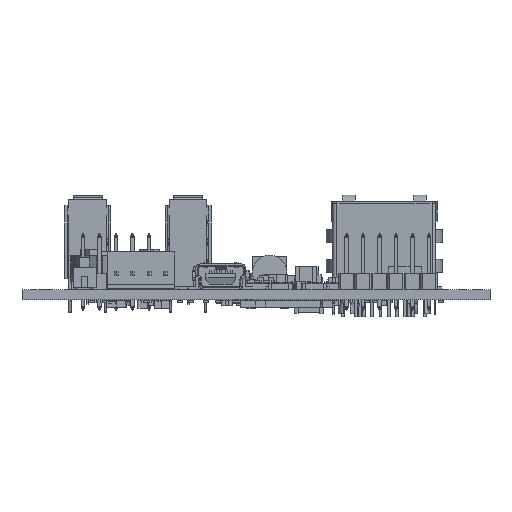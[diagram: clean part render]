
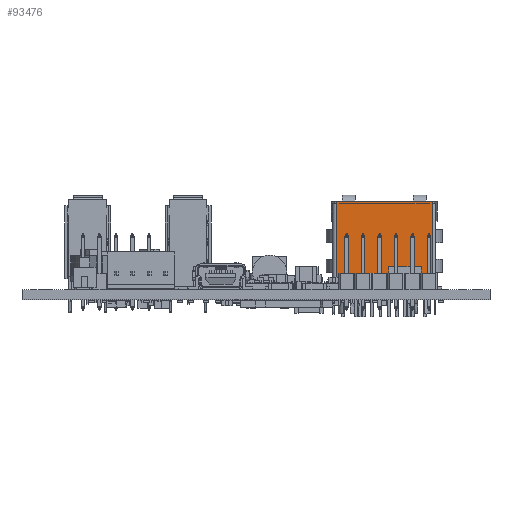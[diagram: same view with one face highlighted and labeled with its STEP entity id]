
A CAD part, front view. The second image highlights one B-rep face of the part: STEP entity #93476.
In plain terms, the highlighted face is planar.
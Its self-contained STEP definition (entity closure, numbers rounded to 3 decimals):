
#77062 = VERTEX_POINT('',#77063);
#77063 = CARTESIAN_POINT('',(-6.922,6.858,-20.574));
#77072 = PLANE('',#77073);
#77073 = AXIS2_PLACEMENT_3D('',#77074,#77075,#77076);
#77074 = CARTESIAN_POINT('',(0.,6.858,0.));
#77075 = DIRECTION('',(0.,1.,0.));
#77076 = DIRECTION('',(0.,0.,1.));
#77096 = EDGE_CURVE('',#77062,#77097,#77099,.T.);
#77097 = VERTEX_POINT('',#77098);
#77098 = CARTESIAN_POINT('',(6.922,6.858,-20.574));
#77099 = SURFACE_CURVE('',#77100,(#77104,#77111),.PCURVE_S1.);
#77100 = LINE('',#77101,#77102);
#77101 = CARTESIAN_POINT('',(-6.922,6.858,-20.574));
#77102 = VECTOR('',#77103,1.);
#77103 = DIRECTION('',(1.,0.,0.));
#77104 = PCURVE('',#77072,#77105);
#77105 = DEFINITIONAL_REPRESENTATION('',(#77106),#77110);
#77106 = LINE('',#77107,#77108);
#77107 = CARTESIAN_POINT('',(-20.574,-6.922));
#77108 = VECTOR('',#77109,1.);
#77109 = DIRECTION('',(0.,1.));
#77110 = ( GEOMETRIC_REPRESENTATION_CONTEXT(2) 
PARAMETRIC_REPRESENTATION_CONTEXT() REPRESENTATION_CONTEXT('2D SPACE',''
  ) );
#77111 = PCURVE('',#77112,#77117);
#77112 = PLANE('',#77113);
#77113 = AXIS2_PLACEMENT_3D('',#77114,#77115,#77116);
#77114 = CARTESIAN_POINT('',(7.176,6.858,-20.574));
#77115 = DIRECTION('',(0.,0.,-1.));
#77116 = DIRECTION('',(-1.,0.,0.));
#77117 = DEFINITIONAL_REPRESENTATION('',(#77118),#77122);
#77118 = LINE('',#77119,#77120);
#77119 = CARTESIAN_POINT('',(14.097,0.));
#77120 = VECTOR('',#77121,1.);
#77121 = DIRECTION('',(-1.,0.));
#77122 = ( GEOMETRIC_REPRESENTATION_CONTEXT(2) 
PARAMETRIC_REPRESENTATION_CONTEXT() REPRESENTATION_CONTEXT('2D SPACE',''
  ) );
#78071 = PLANE('',#78072);
#78072 = AXIS2_PLACEMENT_3D('',#78073,#78074,#78075);
#78073 = CARTESIAN_POINT('',(-7.176,3.429,-17.526));
#78074 = DIRECTION('',(0.,0.664,0.747));
#78075 = DIRECTION('',(0.,0.747,-0.664));
#79229 = PLANE('',#79230);
#79230 = AXIS2_PLACEMENT_3D('',#79231,#79232,#79233);
#79231 = CARTESIAN_POINT('',(0.,-6.604,0.));
#79232 = DIRECTION('',(0.,-1.,0.));
#79233 = DIRECTION('',(0.,0.,-1.));
#84927 = VERTEX_POINT('',#84928);
#84928 = CARTESIAN_POINT('',(7.43,-6.604,-20.574));
#84942 = PLANE('',#84943);
#84943 = AXIS2_PLACEMENT_3D('',#84944,#84945,#84946);
#84944 = CARTESIAN_POINT('',(7.43,6.858,0.));
#84945 = DIRECTION('',(-1.,0.,0.));
#84946 = DIRECTION('',(0.,0.,-1.));
#84954 = EDGE_CURVE('',#84927,#84955,#84957,.T.);
#84955 = VERTEX_POINT('',#84956);
#84956 = CARTESIAN_POINT('',(-7.43,-6.604,-20.574));
#84957 = SURFACE_CURVE('',#84958,(#84962,#84969),.PCURVE_S1.);
#84958 = LINE('',#84959,#84960);
#84959 = CARTESIAN_POINT('',(7.43,-6.604,-20.574));
#84960 = VECTOR('',#84961,1.);
#84961 = DIRECTION('',(-1.,0.,0.));
#84962 = PCURVE('',#79229,#84963);
#84963 = DEFINITIONAL_REPRESENTATION('',(#84964),#84968);
#84964 = LINE('',#84965,#84966);
#84965 = CARTESIAN_POINT('',(20.574,7.43));
#84966 = VECTOR('',#84967,1.);
#84967 = DIRECTION('',(0.,-1.));
#84968 = ( GEOMETRIC_REPRESENTATION_CONTEXT(2) 
PARAMETRIC_REPRESENTATION_CONTEXT() REPRESENTATION_CONTEXT('2D SPACE',''
  ) );
#84969 = PCURVE('',#77112,#84970);
#84970 = DEFINITIONAL_REPRESENTATION('',(#84971),#84975);
#84971 = LINE('',#84972,#84973);
#84972 = CARTESIAN_POINT('',(-0.254,-13.462));
#84973 = VECTOR('',#84974,1.);
#84974 = DIRECTION('',(1.,0.));
#84975 = ( GEOMETRIC_REPRESENTATION_CONTEXT(2) 
PARAMETRIC_REPRESENTATION_CONTEXT() REPRESENTATION_CONTEXT('2D SPACE',''
  ) );
#84993 = PLANE('',#84994);
#84994 = AXIS2_PLACEMENT_3D('',#84995,#84996,#84997);
#84995 = CARTESIAN_POINT('',(-7.43,6.858,0.));
#84996 = DIRECTION('',(-1.,0.,0.));
#84997 = DIRECTION('',(0.,0.,-1.));
#93164 = VERTEX_POINT('',#93165);
#93165 = CARTESIAN_POINT('',(7.43,6.858,-20.574));
#93186 = EDGE_CURVE('',#93164,#84927,#93187,.T.);
#93187 = SURFACE_CURVE('',#93188,(#93192,#93199),.PCURVE_S1.);
#93188 = LINE('',#93189,#93190);
#93189 = CARTESIAN_POINT('',(7.43,6.858,-20.574));
#93190 = VECTOR('',#93191,1.);
#93191 = DIRECTION('',(0.,-1.,0.));
#93192 = PCURVE('',#84942,#93193);
#93193 = DEFINITIONAL_REPRESENTATION('',(#93194),#93198);
#93194 = LINE('',#93195,#93196);
#93195 = CARTESIAN_POINT('',(20.574,0.));
#93196 = VECTOR('',#93197,1.);
#93197 = DIRECTION('',(0.,1.));
#93198 = ( GEOMETRIC_REPRESENTATION_CONTEXT(2) 
PARAMETRIC_REPRESENTATION_CONTEXT() REPRESENTATION_CONTEXT('2D SPACE',''
  ) );
#93199 = PCURVE('',#77112,#93200);
#93200 = DEFINITIONAL_REPRESENTATION('',(#93201),#93205);
#93201 = LINE('',#93202,#93203);
#93202 = CARTESIAN_POINT('',(-0.254,0.));
#93203 = VECTOR('',#93204,1.);
#93204 = DIRECTION('',(0.,-1.));
#93205 = ( GEOMETRIC_REPRESENTATION_CONTEXT(2) 
PARAMETRIC_REPRESENTATION_CONTEXT() REPRESENTATION_CONTEXT('2D SPACE',''
  ) );
#93340 = EDGE_CURVE('',#77097,#93164,#93341,.T.);
#93341 = SURFACE_CURVE('',#93342,(#93346,#93353),.PCURVE_S1.);
#93342 = LINE('',#93343,#93344);
#93343 = CARTESIAN_POINT('',(6.922,6.858,-20.574));
#93344 = VECTOR('',#93345,1.);
#93345 = DIRECTION('',(1.,0.,0.));
#93346 = PCURVE('',#78071,#93347);
#93347 = DEFINITIONAL_REPRESENTATION('',(#93348),#93352);
#93348 = LINE('',#93349,#93350);
#93349 = CARTESIAN_POINT('',(4.588,-14.097));
#93350 = VECTOR('',#93351,1.);
#93351 = DIRECTION('',(0.,-1.));
#93352 = ( GEOMETRIC_REPRESENTATION_CONTEXT(2) 
PARAMETRIC_REPRESENTATION_CONTEXT() REPRESENTATION_CONTEXT('2D SPACE',''
  ) );
#93353 = PCURVE('',#77112,#93354);
#93354 = DEFINITIONAL_REPRESENTATION('',(#93355),#93359);
#93355 = LINE('',#93356,#93357);
#93356 = CARTESIAN_POINT('',(0.254,0.));
#93357 = VECTOR('',#93358,1.);
#93358 = DIRECTION('',(-1.,0.));
#93359 = ( GEOMETRIC_REPRESENTATION_CONTEXT(2) 
PARAMETRIC_REPRESENTATION_CONTEXT() REPRESENTATION_CONTEXT('2D SPACE',''
  ) );
#93433 = VERTEX_POINT('',#93434);
#93434 = CARTESIAN_POINT('',(-7.43,6.858,-20.574));
#93455 = EDGE_CURVE('',#77062,#93433,#93456,.T.);
#93456 = SURFACE_CURVE('',#93457,(#93461,#93468),.PCURVE_S1.);
#93457 = LINE('',#93458,#93459);
#93458 = CARTESIAN_POINT('',(-6.922,6.858,-20.574));
#93459 = VECTOR('',#93460,1.);
#93460 = DIRECTION('',(-1.,0.,0.));
#93461 = PCURVE('',#78071,#93462);
#93462 = DEFINITIONAL_REPRESENTATION('',(#93463),#93467);
#93463 = LINE('',#93464,#93465);
#93464 = CARTESIAN_POINT('',(4.588,-0.254));
#93465 = VECTOR('',#93466,1.);
#93466 = DIRECTION('',(0.,1.));
#93467 = ( GEOMETRIC_REPRESENTATION_CONTEXT(2) 
PARAMETRIC_REPRESENTATION_CONTEXT() REPRESENTATION_CONTEXT('2D SPACE',''
  ) );
#93468 = PCURVE('',#77112,#93469);
#93469 = DEFINITIONAL_REPRESENTATION('',(#93470),#93474);
#93470 = LINE('',#93471,#93472);
#93471 = CARTESIAN_POINT('',(14.097,0.));
#93472 = VECTOR('',#93473,1.);
#93473 = DIRECTION('',(1.,0.));
#93474 = ( GEOMETRIC_REPRESENTATION_CONTEXT(2) 
PARAMETRIC_REPRESENTATION_CONTEXT() REPRESENTATION_CONTEXT('2D SPACE',''
  ) );
#93476 = ADVANCED_FACE('',(#93477),#77112,.T.);
#93477 = FACE_BOUND('',#93478,.F.);
#93478 = EDGE_LOOP('',(#93479,#93480,#93481,#93502,#93503,#93504));
#93479 = ORIENTED_EDGE('',*,*,#77096,.F.);
#93480 = ORIENTED_EDGE('',*,*,#93455,.T.);
#93481 = ORIENTED_EDGE('',*,*,#93482,.T.);
#93482 = EDGE_CURVE('',#93433,#84955,#93483,.T.);
#93483 = SURFACE_CURVE('',#93484,(#93488,#93495),.PCURVE_S1.);
#93484 = LINE('',#93485,#93486);
#93485 = CARTESIAN_POINT('',(-7.43,6.858,-20.574));
#93486 = VECTOR('',#93487,1.);
#93487 = DIRECTION('',(0.,-1.,0.));
#93488 = PCURVE('',#77112,#93489);
#93489 = DEFINITIONAL_REPRESENTATION('',(#93490),#93494);
#93490 = LINE('',#93491,#93492);
#93491 = CARTESIAN_POINT('',(14.605,0.));
#93492 = VECTOR('',#93493,1.);
#93493 = DIRECTION('',(0.,-1.));
#93494 = ( GEOMETRIC_REPRESENTATION_CONTEXT(2) 
PARAMETRIC_REPRESENTATION_CONTEXT() REPRESENTATION_CONTEXT('2D SPACE',''
  ) );
#93495 = PCURVE('',#84993,#93496);
#93496 = DEFINITIONAL_REPRESENTATION('',(#93497),#93501);
#93497 = LINE('',#93498,#93499);
#93498 = CARTESIAN_POINT('',(20.574,0.));
#93499 = VECTOR('',#93500,1.);
#93500 = DIRECTION('',(0.,1.));
#93501 = ( GEOMETRIC_REPRESENTATION_CONTEXT(2) 
PARAMETRIC_REPRESENTATION_CONTEXT() REPRESENTATION_CONTEXT('2D SPACE',''
  ) );
#93502 = ORIENTED_EDGE('',*,*,#84954,.F.);
#93503 = ORIENTED_EDGE('',*,*,#93186,.F.);
#93504 = ORIENTED_EDGE('',*,*,#93340,.F.);
